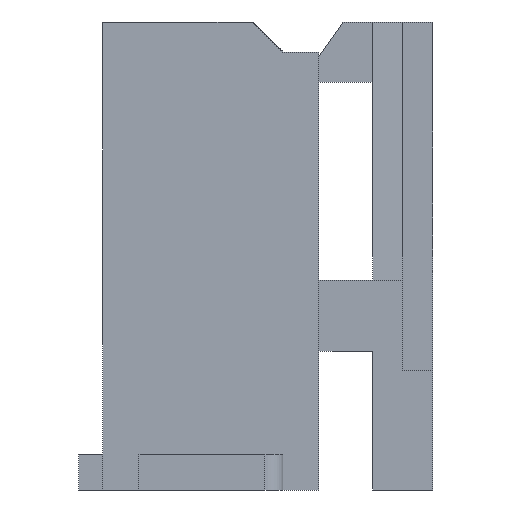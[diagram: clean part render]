
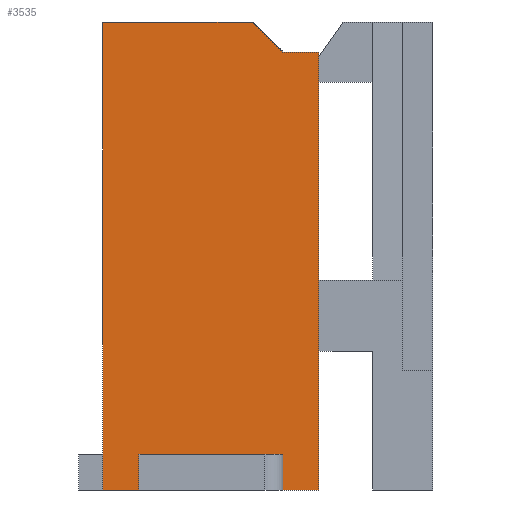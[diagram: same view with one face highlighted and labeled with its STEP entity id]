
A CAD part, left-side view. The second image highlights one B-rep face of the part: STEP entity #3535.
In plain terms, the highlighted planar face has unit normal (-1, 0, 0).
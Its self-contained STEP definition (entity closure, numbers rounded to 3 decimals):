
#125=DIRECTION('',(0.,1.,0.));
#126=VECTOR('',#125,0.6);
#127=CARTESIAN_POINT('',(-6.3,0.7,0.));
#128=LINE('',#127,#126);
#146=DIRECTION('',(0.,-1.,0.));
#147=VECTOR('',#146,0.6);
#148=CARTESIAN_POINT('',(-6.3,-1.7,0.));
#149=LINE('',#148,#147);
#431=DIRECTION('',(0.,0.707,0.707));
#432=VECTOR('',#431,0.707);
#433=CARTESIAN_POINT('',(-6.3,-1.7,7.3));
#434=LINE('',#433,#432);
#435=DIRECTION('',(0.,-1.,0.));
#436=VECTOR('',#435,0.6);
#437=CARTESIAN_POINT('',(-6.3,-1.7,7.3));
#438=LINE('',#437,#436);
#439=DIRECTION('',(0.,0.,-1.));
#440=VECTOR('',#439,0.6);
#441=CARTESIAN_POINT('',(-6.3,0.7,0.6));
#442=LINE('',#441,#440);
#443=DIRECTION('',(0.,0.,1.));
#444=VECTOR('',#443,7.8);
#445=CARTESIAN_POINT('',(-6.3,1.3,0.));
#446=LINE('',#445,#444);
#463=DIRECTION('',(0.,1.,0.));
#464=VECTOR('',#463,2.5);
#465=CARTESIAN_POINT('',(-6.3,-1.2,7.8));
#466=LINE('',#465,#464);
#1663=DIRECTION('',(0.,0.,1.));
#1664=VECTOR('',#1663,0.6);
#1665=CARTESIAN_POINT('',(-6.3,-1.7,0.));
#1666=LINE('',#1665,#1664);
#1980=DIRECTION('',(0.,1.,0.));
#1981=VECTOR('',#1980,2.4);
#1982=CARTESIAN_POINT('',(-6.3,-1.7,0.6));
#1983=LINE('',#1982,#1981);
#2025=DIRECTION('',(0.,0.,-1.));
#2026=VECTOR('',#2025,7.3);
#2027=CARTESIAN_POINT('',(-6.3,-2.3,7.3));
#2028=LINE('',#2027,#2026);
#2333=CARTESIAN_POINT('',(-6.3,1.3,7.8));
#2335=VERTEX_POINT('',#2333);
#2525=CARTESIAN_POINT('',(-6.3,-2.3,7.3));
#2526=CARTESIAN_POINT('',(-6.3,-2.3,0.));
#2527=VERTEX_POINT('',#2525);
#2528=VERTEX_POINT('',#2526);
#2529=CARTESIAN_POINT('',(-6.3,-1.7,0.));
#2530=CARTESIAN_POINT('',(-6.3,-1.7,0.6));
#2531=VERTEX_POINT('',#2529);
#2532=VERTEX_POINT('',#2530);
#2567=CARTESIAN_POINT('',(-6.3,-1.7,7.3));
#2568=CARTESIAN_POINT('',(-6.3,-1.2,7.8));
#2569=VERTEX_POINT('',#2567);
#2570=VERTEX_POINT('',#2568);
#2973=CARTESIAN_POINT('',(-6.3,1.3,0.));
#2975=VERTEX_POINT('',#2973);
#2981=CARTESIAN_POINT('',(-6.3,0.7,0.6));
#2982=VERTEX_POINT('',#2981);
#2995=CARTESIAN_POINT('',(-6.3,0.7,0.));
#2996=VERTEX_POINT('',#2995);
#3511=CARTESIAN_POINT('',(-6.3,-1.7,7.8));
#3512=DIRECTION('',(1.,0.,0.));
#3513=DIRECTION('',(0.,1.,0.));
#3514=AXIS2_PLACEMENT_3D('',#3511,#3512,#3513);
#3515=PLANE('',#3514);
#3517=ORIENTED_EDGE('',*,*,#3516,.F.);
#3519=ORIENTED_EDGE('',*,*,#3518,.T.);
#3521=ORIENTED_EDGE('',*,*,#3520,.T.);
#3522=ORIENTED_EDGE('',*,*,#3118,.F.);
#3524=ORIENTED_EDGE('',*,*,#3523,.T.);
#3526=ORIENTED_EDGE('',*,*,#3525,.T.);
#3528=ORIENTED_EDGE('',*,*,#3527,.T.);
#3529=ORIENTED_EDGE('',*,*,#3108,.T.);
#3530=ORIENTED_EDGE('',*,*,#3386,.T.);
#3532=ORIENTED_EDGE('',*,*,#3531,.F.);
#3533=EDGE_LOOP('',(#3517,#3519,#3521,#3522,#3524,#3526,#3528,#3529,#3530,
#3532));
#3534=FACE_OUTER_BOUND('',#3533,.F.);
#3108=EDGE_CURVE('',#2996,#2975,#128,.T.);
#3118=EDGE_CURVE('',#2531,#2528,#149,.T.);
#3386=EDGE_CURVE('',#2975,#2335,#446,.T.);
#3516=EDGE_CURVE('',#2569,#2570,#434,.T.);
#3518=EDGE_CURVE('',#2569,#2527,#438,.T.);
#3520=EDGE_CURVE('',#2527,#2528,#2028,.T.);
#3523=EDGE_CURVE('',#2531,#2532,#1666,.T.);
#3525=EDGE_CURVE('',#2532,#2982,#1983,.T.);
#3527=EDGE_CURVE('',#2982,#2996,#442,.T.);
#3531=EDGE_CURVE('',#2570,#2335,#466,.T.);
#3535=ADVANCED_FACE('',(#3534),#3515,.F.);
